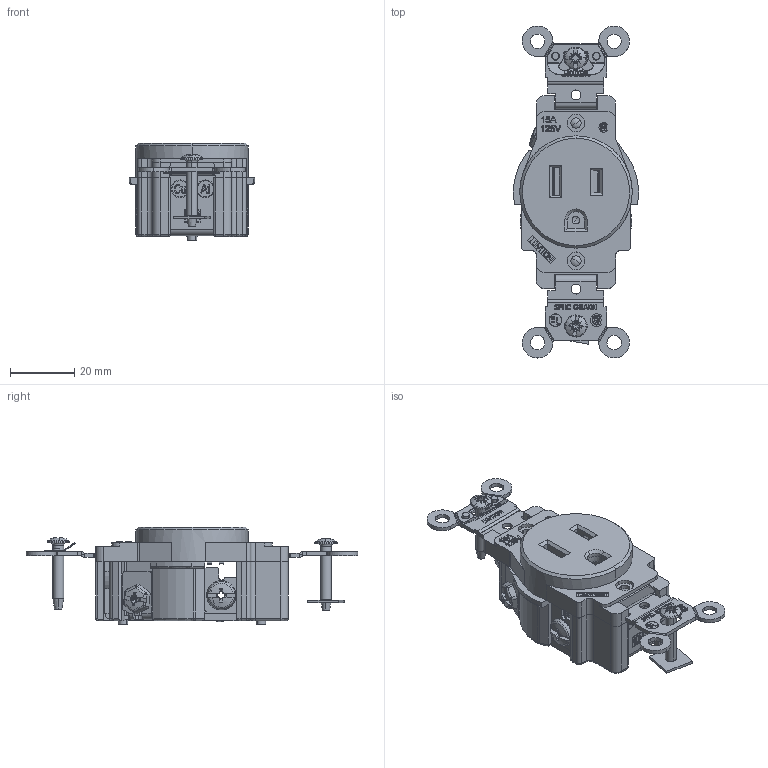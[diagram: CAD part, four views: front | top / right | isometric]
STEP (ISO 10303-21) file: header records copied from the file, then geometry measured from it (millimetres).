
FILE_DESCRIPTION (( 'STEP AP214' ), '1' );
FILE_NAME ('CATSTD-W5261-000-M01.STEP', '2022-02-22T20:00:53', ( '' ), ( '' ), 'SwSTEP 2.0', 'SolidWorks 2020', '' );
FILE_SCHEMA (( 'AUTOMOTIVE_DESIGN' ));
Length unit declared in the file: inch
Products named in the file (1): CATSTD-W5261-000-M01
Bounding box: 38.89 x 103.2 x 30.2 mm (x, y, z)
Surface area: 19026.2 mm2 (no closed solid volume)
Topology: 0 solids, 68 shells, 1281 faces, 5779 edges, 4442 vertices
Faces by surface type: plane 790, cylinder 265, bspline 106, cone 80, sphere 20, torus 20
Entity records: 84516 total; most frequent: CARTESIAN_POINT 23216, ORIENTED_EDGE 8603, DIRECTION 8371, EDGE_CURVE 5773, VERTEX_POINT 4442, VECTOR 4021, LINE 4021, AXIS2_PLACEMENT_3D 2175
